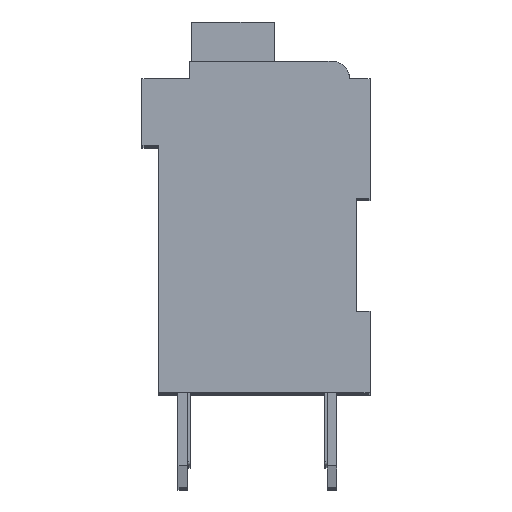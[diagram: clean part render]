
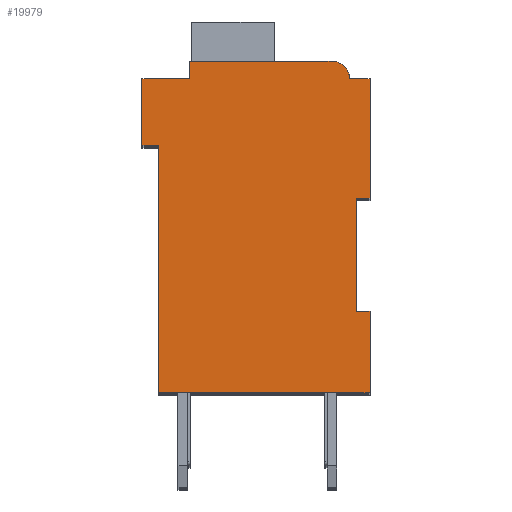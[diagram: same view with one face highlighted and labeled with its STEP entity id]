
A CAD part, top view. The second image highlights one B-rep face of the part: STEP entity #19979.
In plain terms, the highlighted planar face has unit normal (0, 0, 1).
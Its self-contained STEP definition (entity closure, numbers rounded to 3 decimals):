
#3236=DIRECTION('',(1.,0.,0.));
#3237=VECTOR('',#3236,0.5);
#3238=CARTESIAN_POINT('',(7.3,7.15,2.1));
#3239=LINE('',#3238,#3237);
#3240=DIRECTION('',(0.,1.,0.));
#3241=VECTOR('',#3240,4.15);
#3242=CARTESIAN_POINT('',(7.3,3.,2.1));
#3243=LINE('',#3242,#3241);
#3244=DIRECTION('',(-1.,0.,0.));
#3245=VECTOR('',#3244,0.5);
#3246=CARTESIAN_POINT('',(7.8,3.,2.1));
#3247=LINE('',#3246,#3245);
#3248=DIRECTION('',(0.,1.,0.));
#3249=VECTOR('',#3248,3.);
#3250=CARTESIAN_POINT('',(7.8,0.,2.1));
#3251=LINE('',#3250,#3249);
#3252=DIRECTION('',(1.,0.,0.));
#3253=VECTOR('',#3252,7.8);
#3254=CARTESIAN_POINT('',(0.,0.,2.1));
#3255=LINE('',#3254,#3253);
#3256=DIRECTION('',(0.,-1.,0.));
#3257=VECTOR('',#3256,9.1);
#3258=CARTESIAN_POINT('',(0.,9.1,2.1));
#3259=LINE('',#3258,#3257);
#3260=DIRECTION('',(1.,0.,0.));
#3261=VECTOR('',#3260,0.6);
#3262=CARTESIAN_POINT('',(-0.6,9.1,2.1));
#3263=LINE('',#3262,#3261);
#3264=DIRECTION('',(0.,-1.,0.));
#3265=VECTOR('',#3264,2.45);
#3266=CARTESIAN_POINT('',(-0.6,11.55,2.1));
#3267=LINE('',#3266,#3265);
#3268=DIRECTION('',(-1.,0.,0.));
#3269=VECTOR('',#3268,1.75);
#3270=CARTESIAN_POINT('',(1.15,11.55,2.1));
#3271=LINE('',#3270,#3269);
#3272=DIRECTION('',(0.,-1.,0.));
#3273=VECTOR('',#3272,0.65);
#3274=CARTESIAN_POINT('',(1.15,12.2,2.1));
#3275=LINE('',#3274,#3273);
#3276=DIRECTION('',(-1.,0.,0.));
#3277=VECTOR('',#3276,5.25);
#3278=CARTESIAN_POINT('',(6.4,12.2,2.1));
#3279=LINE('',#3278,#3277);
#3280=CARTESIAN_POINT('',(6.4,11.55,2.1));
#3281=DIRECTION('',(0.,0.,1.));
#3282=DIRECTION('',(1.,0.,0.));
#3283=AXIS2_PLACEMENT_3D('',#3280,#3281,#3282);
#3285=DIRECTION('',(-1.,0.,0.));
#3286=VECTOR('',#3285,0.75);
#3287=CARTESIAN_POINT('',(7.8,11.55,2.1));
#3288=LINE('',#3287,#3286);
#3289=DIRECTION('',(0.,1.,0.));
#3290=VECTOR('',#3289,4.4);
#3291=CARTESIAN_POINT('',(7.8,7.15,2.1));
#3292=LINE('',#3291,#3290);
#13091=CARTESIAN_POINT('',(7.3,7.15,2.1));
#13092=CARTESIAN_POINT('',(7.8,7.15,2.1));
#13093=VERTEX_POINT('',#13091);
#13094=VERTEX_POINT('',#13092);
#13095=CARTESIAN_POINT('',(7.8,11.55,2.1));
#13096=VERTEX_POINT('',#13095);
#13097=CARTESIAN_POINT('',(7.05,11.55,2.1));
#13098=VERTEX_POINT('',#13097);
#13099=CARTESIAN_POINT('',(6.4,12.2,2.1));
#13100=VERTEX_POINT('',#13099);
#13101=CARTESIAN_POINT('',(1.15,12.2,2.1));
#13102=VERTEX_POINT('',#13101);
#13103=CARTESIAN_POINT('',(1.15,11.55,2.1));
#13104=VERTEX_POINT('',#13103);
#13105=CARTESIAN_POINT('',(-0.6,11.55,2.1));
#13106=VERTEX_POINT('',#13105);
#13107=CARTESIAN_POINT('',(-0.6,9.1,2.1));
#13108=VERTEX_POINT('',#13107);
#13109=CARTESIAN_POINT('',(0.,9.1,2.1));
#13110=VERTEX_POINT('',#13109);
#13111=CARTESIAN_POINT('',(0.,0.,2.1));
#13112=VERTEX_POINT('',#13111);
#13113=CARTESIAN_POINT('',(7.8,0.,2.1));
#13114=VERTEX_POINT('',#13113);
#13115=CARTESIAN_POINT('',(7.8,3.,2.1));
#13116=VERTEX_POINT('',#13115);
#13117=CARTESIAN_POINT('',(7.3,3.,2.1));
#13118=VERTEX_POINT('',#13117);
#19955=CARTESIAN_POINT('',(0.,0.,2.1));
#19956=DIRECTION('',(0.,0.,1.));
#19957=DIRECTION('',(1.,0.,0.));
#19958=AXIS2_PLACEMENT_3D('',#19955,#19956,#19957);
#19959=PLANE('',#19958);
#19960=ORIENTED_EDGE('',*,*,#17196,.F.);
#19961=ORIENTED_EDGE('',*,*,#17861,.F.);
#19963=ORIENTED_EDGE('',*,*,#19962,.F.);
#19965=ORIENTED_EDGE('',*,*,#19964,.F.);
#19967=ORIENTED_EDGE('',*,*,#19966,.F.);
#19968=ORIENTED_EDGE('',*,*,#18098,.F.);
#19969=ORIENTED_EDGE('',*,*,#18234,.F.);
#19970=ORIENTED_EDGE('',*,*,#18478,.F.);
#19971=ORIENTED_EDGE('',*,*,#18727,.F.);
#19972=ORIENTED_EDGE('',*,*,#18796,.F.);
#19973=ORIENTED_EDGE('',*,*,#19172,.F.);
#19974=ORIENTED_EDGE('',*,*,#19729,.F.);
#19975=ORIENTED_EDGE('',*,*,#19593,.F.);
#19976=ORIENTED_EDGE('',*,*,#17557,.F.);
#19977=EDGE_LOOP('',(#19960,#19961,#19963,#19965,#19967,#19968,#19969,#19970,
#19971,#19972,#19973,#19974,#19975,#19976));
#19978=FACE_OUTER_BOUND('',#19977,.F.);
#3284=CIRCLE('',#3283,0.65);
#17196=EDGE_CURVE('',#13093,#13094,#3239,.T.);
#17557=EDGE_CURVE('',#13094,#13096,#3292,.T.);
#17861=EDGE_CURVE('',#13118,#13093,#3243,.T.);
#18098=EDGE_CURVE('',#13110,#13112,#3259,.T.);
#18234=EDGE_CURVE('',#13108,#13110,#3263,.T.);
#18478=EDGE_CURVE('',#13106,#13108,#3267,.T.);
#18727=EDGE_CURVE('',#13104,#13106,#3271,.T.);
#18796=EDGE_CURVE('',#13102,#13104,#3275,.T.);
#19172=EDGE_CURVE('',#13100,#13102,#3279,.T.);
#19593=EDGE_CURVE('',#13096,#13098,#3288,.T.);
#19729=EDGE_CURVE('',#13098,#13100,#3284,.T.);
#19962=EDGE_CURVE('',#13116,#13118,#3247,.T.);
#19964=EDGE_CURVE('',#13114,#13116,#3251,.T.);
#19966=EDGE_CURVE('',#13112,#13114,#3255,.T.);
#19979=ADVANCED_FACE('',(#19978),#19959,.T.);
